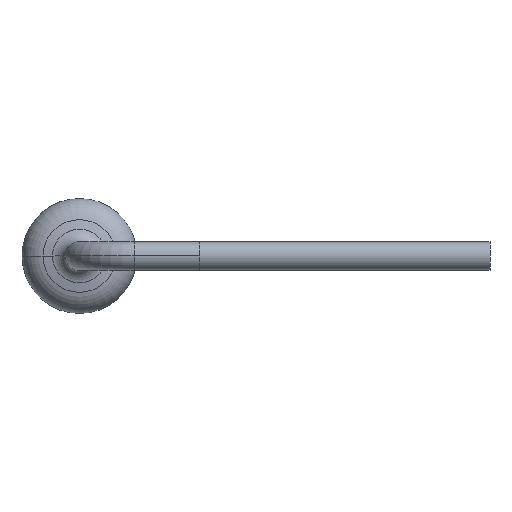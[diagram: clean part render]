
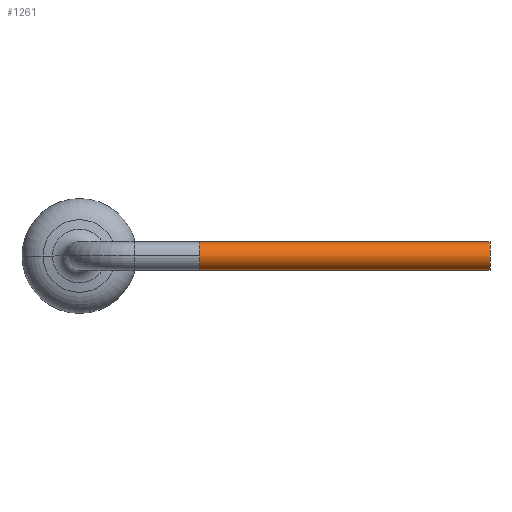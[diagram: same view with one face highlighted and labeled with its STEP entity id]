
A CAD part, left-side view. The second image highlights one B-rep face of the part: STEP entity #1261.
In plain terms, the highlighted cylindrical face has radius 0.26 mm (diameter 0.52 mm), a partial arc.
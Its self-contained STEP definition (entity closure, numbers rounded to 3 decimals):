
#66 = EDGE_CURVE ( 'NONE', #1183, #2018, #1008, .T. ) ;
#70 = CARTESIAN_POINT ( 'NONE',  ( -3.81, 0., 0. ) ) ;
#79 = DIRECTION ( 'NONE',  ( 0., 0., 1. ) ) ;
#181 = CIRCLE ( 'NONE', #1685, 0.26 ) ;
#185 = CARTESIAN_POINT ( 'NONE',  ( -3.81, 5.3, 0. ) ) ;
#198 = ORIENTED_EDGE ( 'NONE', *, *, #837, .F. ) ;
#218 = ORIENTED_EDGE ( 'NONE', *, *, #1131, .T. ) ;
#361 = CARTESIAN_POINT ( 'NONE',  ( -3.81, 5.3, -0.26 ) ) ;
#482 = CARTESIAN_POINT ( 'NONE',  ( -3.81, 5.3, 0.26 ) ) ;
#511 = DIRECTION ( 'NONE',  ( 0., -1., 0. ) ) ;
#518 = DIRECTION ( 'NONE',  ( 0., 0., 1. ) ) ;
#552 = LINE ( 'NONE', #1763, #971 ) ;
#671 = CARTESIAN_POINT ( 'NONE',  ( -3.81, 5.3, 0. ) ) ;
#810 = EDGE_CURVE ( 'NONE', #1849, #2018, #1981, .T. ) ;
#818 = VECTOR ( 'NONE', #1127, 1000. ) ;
#837 = EDGE_CURVE ( 'NONE', #847, #1849, #181, .T. ) ;
#847 = VERTEX_POINT ( 'NONE', #361 ) ;
#968 = DIRECTION ( 'NONE',  ( 0., -1., 0. ) ) ;
#971 = VECTOR ( 'NONE', #968, 1000. ) ;
#1008 = CIRCLE ( 'NONE', #1249, 0.26 ) ;
#1127 = DIRECTION ( 'NONE',  ( 0., -1., 0. ) ) ;
#1131 = EDGE_CURVE ( 'NONE', #847, #1183, #552, .T. ) ;
#1183 = VERTEX_POINT ( 'NONE', #1919 ) ;
#1195 = AXIS2_PLACEMENT_3D ( 'NONE', #185, #511, #1636 ) ;
#1249 = AXIS2_PLACEMENT_3D ( 'NONE', #70, #1828, #79 ) ;
#1253 = ORIENTED_EDGE ( 'NONE', *, *, #810, .F. ) ;
#1261 = ADVANCED_FACE ( 'NONE', ( #1575 ), #2042, .T. ) ;
#1426 = ORIENTED_EDGE ( 'NONE', *, *, #66, .T. ) ;
#1474 = CARTESIAN_POINT ( 'NONE',  ( -3.81, 0., 0.26 ) ) ;
#1575 = FACE_OUTER_BOUND ( 'NONE', #1718, .T. ) ;
#1636 = DIRECTION ( 'NONE',  ( 0., 0., -1. ) ) ;
#1685 = AXIS2_PLACEMENT_3D ( 'NONE', #671, #1808, #518 ) ;
#1718 = EDGE_LOOP ( 'NONE', ( #1253, #198, #218, #1426 ) ) ;
#1763 = CARTESIAN_POINT ( 'NONE',  ( -3.81, 5.3, -0.26 ) ) ;
#1808 = DIRECTION ( 'NONE',  ( 0., 1., 0. ) ) ;
#1828 = DIRECTION ( 'NONE',  ( 0., 1., 0. ) ) ;
#1849 = VERTEX_POINT ( 'NONE', #2054 ) ;
#1919 = CARTESIAN_POINT ( 'NONE',  ( -3.81, 0., -0.26 ) ) ;
#1981 = LINE ( 'NONE', #482, #818 ) ;
#2018 = VERTEX_POINT ( 'NONE', #1474 ) ;
#2042 = CYLINDRICAL_SURFACE ( 'NONE', #1195, 0.26 ) ;
#2054 = CARTESIAN_POINT ( 'NONE',  ( -3.81, 5.3, 0.26 ) ) ;
